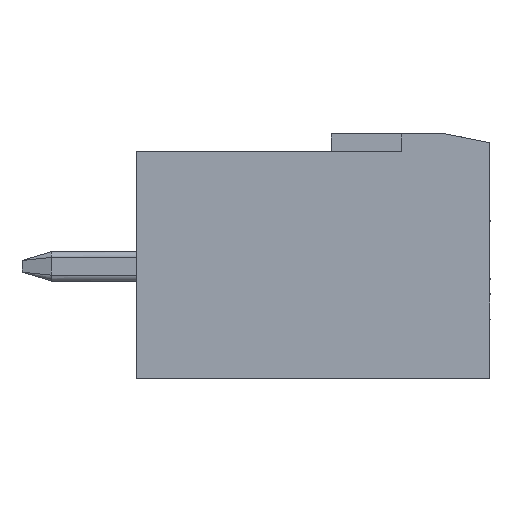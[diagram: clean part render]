
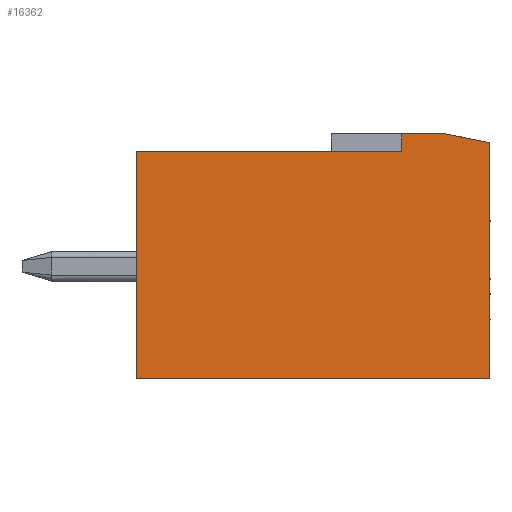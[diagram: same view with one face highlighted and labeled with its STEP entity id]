
A CAD part, left-side view. The second image highlights one B-rep face of the part: STEP entity #16362.
In plain terms, the highlighted planar face has unit normal (-1, 0, 0).
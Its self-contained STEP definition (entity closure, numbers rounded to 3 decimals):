
#14736=CARTESIAN_POINT('',(-54.,0.,-3.8));
#14737=VERTEX_POINT('',#14736);
#14744=CARTESIAN_POINT('',(-54.,0.,3.9));
#14745=VERTEX_POINT('',#14744);
#14746=CARTESIAN_POINT('',(-54.,0.,-3.8));
#14747=DIRECTION('',(0.,0.,1.));
#14748=VECTOR('',#14747,7.7);
#14749=LINE('',#14746,#14748);
#14750=EDGE_CURVE('',#14737,#14745,#14749,.T.);
#14853=CARTESIAN_POINT('',(-54.,-9.,3.9));
#14854=VERTEX_POINT('',#14853);
#14855=CARTESIAN_POINT('',(-54.,0.,3.9));
#14856=DIRECTION('',(0.,-1.,0.));
#14857=VECTOR('',#14856,9.);
#14858=LINE('',#14855,#14857);
#14859=EDGE_CURVE('',#14745,#14854,#14858,.T.);
#15110=CARTESIAN_POINT('',(-54.,-9.,4.5));
#15111=VERTEX_POINT('',#15110);
#15118=CARTESIAN_POINT('',(-54.,-10.5,4.5));
#15119=VERTEX_POINT('',#15118);
#15120=CARTESIAN_POINT('',(-54.,-9.,4.5));
#15121=DIRECTION('',(0.,-1.,0.));
#15122=VECTOR('',#15121,1.5);
#15123=LINE('',#15120,#15122);
#15124=EDGE_CURVE('',#15111,#15119,#15123,.T.);
#15154=CARTESIAN_POINT('',(-54.,-12.,4.2));
#15155=VERTEX_POINT('',#15154);
#15156=CARTESIAN_POINT('',(-54.,-10.5,4.5));
#15157=DIRECTION('',(0.,-0.981,-0.196));
#15158=VECTOR('',#15157,1.53);
#15159=LINE('',#15156,#15158);
#15160=EDGE_CURVE('',#15119,#15155,#15159,.T.);
#15595=CARTESIAN_POINT('',(-54.,-12.,-3.8));
#15596=VERTEX_POINT('',#15595);
#15597=CARTESIAN_POINT('',(-54.,-12.,-3.8));
#15598=DIRECTION('',(0.,1.,0.));
#15599=VECTOR('',#15598,12.);
#15600=LINE('',#15597,#15599);
#15601=EDGE_CURVE('',#15596,#14737,#15600,.T.);
#16229=CARTESIAN_POINT('',(-54.,-12.,4.2));
#16230=DIRECTION('',(0.,0.,-1.));
#16231=VECTOR('',#16230,8.);
#16232=LINE('',#16229,#16231);
#16233=EDGE_CURVE('',#15155,#15596,#16232,.T.);
#16343=CARTESIAN_POINT('',(-54.,-6.,2.2));
#16344=DIRECTION('',(0.,1.,0.));
#16345=DIRECTION('',(-1.,0.,0.));
#16346=AXIS2_PLACEMENT_3D('',#16343,#16345,#16344);
#16347=PLANE('',#16346);
#16348=ORIENTED_EDGE('',*,*,#16233,.F.);
#16349=ORIENTED_EDGE('',*,*,#15160,.F.);
#16350=ORIENTED_EDGE('',*,*,#15124,.F.);
#16351=CARTESIAN_POINT('',(-54.,-9.,4.5));
#16352=DIRECTION('',(0.,0.,-1.));
#16353=VECTOR('',#16352,0.6);
#16354=LINE('',#16351,#16353);
#16355=EDGE_CURVE('',#15111,#14854,#16354,.T.);
#16356=ORIENTED_EDGE('',*,*,#16355,.T.);
#16357=ORIENTED_EDGE('',*,*,#14859,.F.);
#16358=ORIENTED_EDGE('',*,*,#14750,.F.);
#16359=ORIENTED_EDGE('',*,*,#15601,.F.);
#16360=EDGE_LOOP('',(#16348,#16349,#16350,#16356,#16357,#16358,#16359));
#16361=FACE_OUTER_BOUND('',#16360,.T.);
#16362=ADVANCED_FACE('',(#16361),#16347,.T.);
